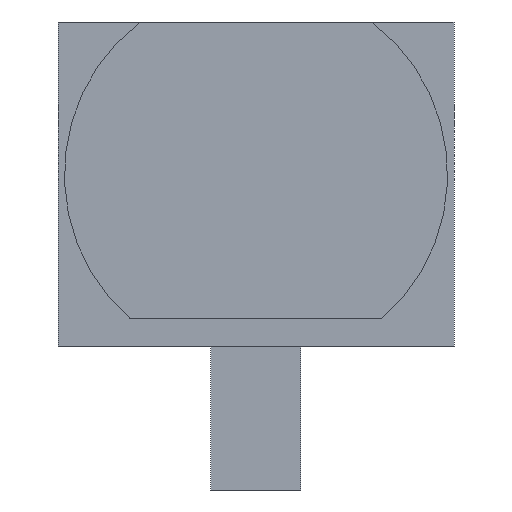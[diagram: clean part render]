
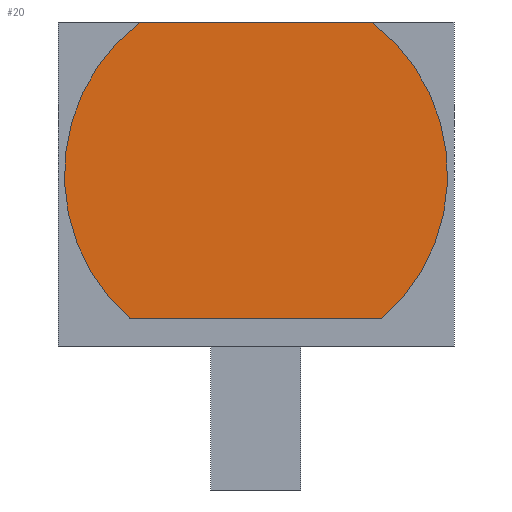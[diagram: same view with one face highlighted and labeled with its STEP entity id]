
A CAD part, left-side view. The second image highlights one B-rep face of the part: STEP entity #20.
In plain terms, the highlighted planar face has unit normal (-1, 0, 0).
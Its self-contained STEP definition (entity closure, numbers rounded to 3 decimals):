
#20 = ADVANCED_FACE ( 'NONE', ( #73 ), #83, .F. ) ;
#22 = VERTEX_POINT ( 'NONE', #427 ) ;
#52 = ORIENTED_EDGE ( 'NONE', *, *, #76, .T. ) ;
#72 = VECTOR ( 'NONE', #628, 1000. ) ;
#73 = FACE_OUTER_BOUND ( 'NONE', #517, .T. ) ;
#76 = EDGE_CURVE ( 'NONE', #22, #146, #161, .T. ) ;
#83 = PLANE ( 'NONE',  #702 ) ;
#92 = CARTESIAN_POINT ( 'NONE',  ( -46., 0., 9.522 ) ) ;
#103 = AXIS2_PLACEMENT_3D ( 'NONE', #712, #150, #206 ) ;
#146 = VERTEX_POINT ( 'NONE', #284 ) ;
#148 = EDGE_CURVE ( 'NONE', #629, #600, #175, .T. ) ;
#150 = DIRECTION ( 'NONE',  ( -1., 0., 0. ) ) ;
#158 = DIRECTION ( 'NONE',  ( -1., 0., 0. ) ) ;
#161 = CIRCLE ( 'NONE', #103, 10.646 ) ;
#165 = CARTESIAN_POINT ( 'NONE',  ( -46., 7., 1.5 ) ) ;
#175 = CIRCLE ( 'NONE', #298, 10.646 ) ;
#206 = DIRECTION ( 'NONE',  ( 0., 0., 1. ) ) ;
#221 = CARTESIAN_POINT ( 'NONE',  ( -46., 0., 9.522 ) ) ;
#252 = DIRECTION ( 'NONE',  ( 0., 0., -1. ) ) ;
#284 = CARTESIAN_POINT ( 'NONE',  ( -46., -6.439, 18. ) ) ;
#298 = AXIS2_PLACEMENT_3D ( 'NONE', #221, #158, #403 ) ;
#329 = ORIENTED_EDGE ( 'NONE', *, *, #348, .T. ) ;
#336 = CARTESIAN_POINT ( 'NONE',  ( -46., 6.439, 18. ) ) ;
#343 = EDGE_CURVE ( 'NONE', #600, #22, #412, .T. ) ;
#348 = EDGE_CURVE ( 'NONE', #146, #629, #360, .T. ) ;
#360 = LINE ( 'NONE', #573, #554 ) ;
#403 = DIRECTION ( 'NONE',  ( 0., 0., -1. ) ) ;
#412 = LINE ( 'NONE', #467, #72 ) ;
#415 = DIRECTION ( 'NONE',  ( 0., 1., 0. ) ) ;
#427 = CARTESIAN_POINT ( 'NONE',  ( -46., -7., 1.5 ) ) ;
#467 = CARTESIAN_POINT ( 'NONE',  ( -46., 7., 1.5 ) ) ;
#497 = ORIENTED_EDGE ( 'NONE', *, *, #343, .T. ) ;
#517 = EDGE_LOOP ( 'NONE', ( #728, #497, #52, #329 ) ) ;
#536 = DIRECTION ( 'NONE',  ( 1., 0., 0. ) ) ;
#554 = VECTOR ( 'NONE', #415, 1000. ) ;
#573 = CARTESIAN_POINT ( 'NONE',  ( -46., 6.439, 18. ) ) ;
#600 = VERTEX_POINT ( 'NONE', #165 ) ;
#628 = DIRECTION ( 'NONE',  ( 0., -1., 0. ) ) ;
#629 = VERTEX_POINT ( 'NONE', #336 ) ;
#702 = AXIS2_PLACEMENT_3D ( 'NONE', #92, #536, #252 ) ;
#712 = CARTESIAN_POINT ( 'NONE',  ( -46., 0., 9.522 ) ) ;
#728 = ORIENTED_EDGE ( 'NONE', *, *, #148, .T. ) ;
